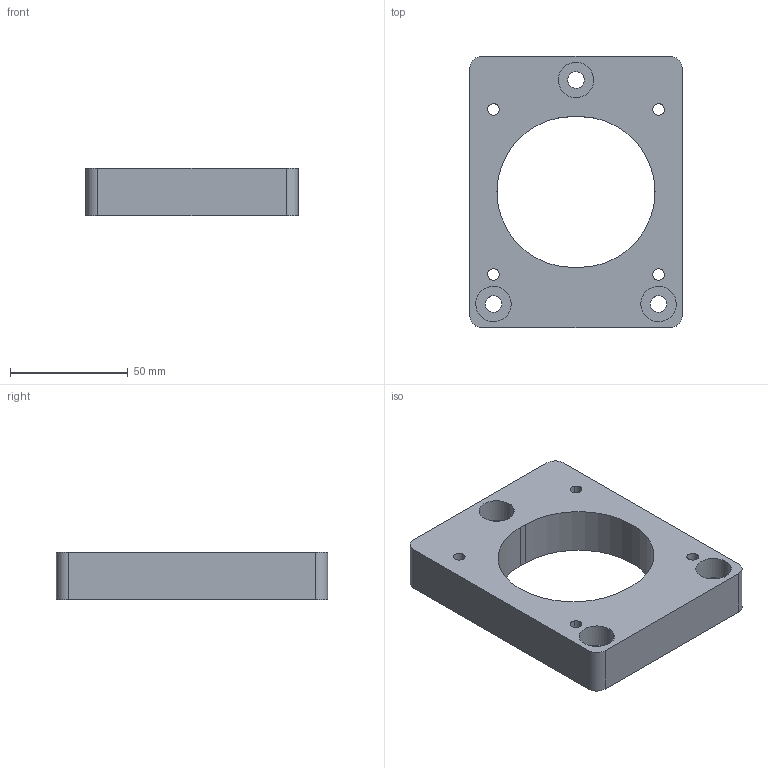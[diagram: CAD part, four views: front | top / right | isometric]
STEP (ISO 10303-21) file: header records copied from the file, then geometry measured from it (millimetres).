
FILE_DESCRIPTION(('CATIA V5 STEP Exchange'),'2;1');
FILE_NAME('entretoise.stp','2017-10-18T18:59:08+00:00',('none'),('none'),'CATIA Version 5 Release 21 GA (IN-10)','CATIA V5 STEP AP203','none');
FILE_SCHEMA(('CONFIG_CONTROL_DESIGN'));
Length unit declared in the file: millimetre
Products named in the file (1): entretoise
Bounding box: 90 x 115 x 20 mm (x, y, z)
Volume: 130415.9 mm3; surface area: 28935.1 mm2
Topology: 1 solids, 1 shells, 37 faces, 96 edges, 64 vertices
Faces by surface type: cylinder 26, plane 11
Entity records: 1124 total; most frequent: ORIENTED_EDGE 192, CARTESIAN_POINT 186, DIRECTION 146, EDGE_CURVE 96, AXIS2_PLACEMENT_3D 78, VERTEX_POINT 64, EDGE_LOOP 56, CIRCLE 52
